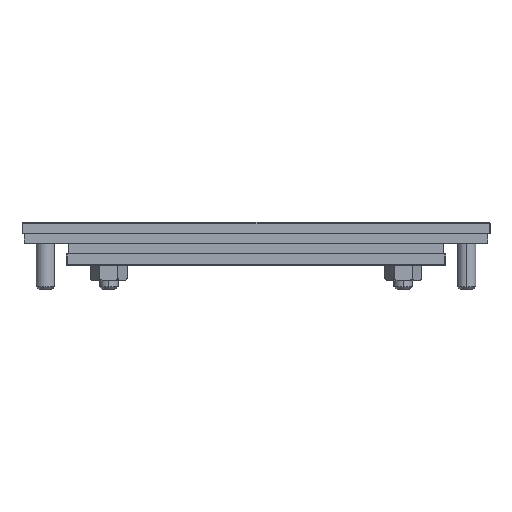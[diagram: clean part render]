
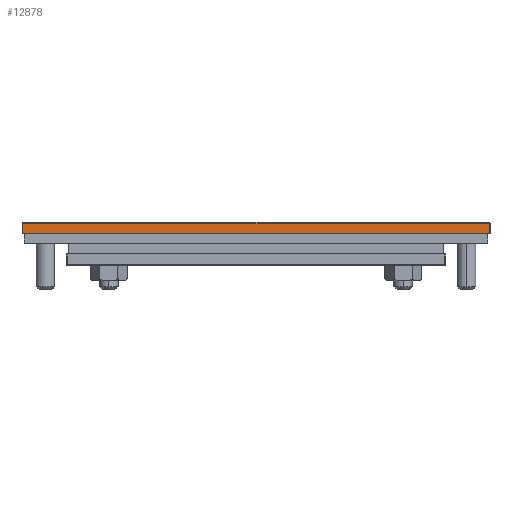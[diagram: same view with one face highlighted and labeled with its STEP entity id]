
A CAD part, left-side view. The second image highlights one B-rep face of the part: STEP entity #12878.
In plain terms, the highlighted planar face has unit normal (-1, 0, 0).
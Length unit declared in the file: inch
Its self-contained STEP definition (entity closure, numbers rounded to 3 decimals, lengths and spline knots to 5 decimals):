
#709 = FACE_OUTER_BOUND ( 'NONE', #4828, .T. ) ;
#979 = CARTESIAN_POINT ( 'NONE',  ( -2.85433, 1.96063, 0.09055 ) ) ;
#1166 = DIRECTION ( 'NONE',  ( -1., 0., 0. ) ) ;
#2686 = VECTOR ( 'NONE', #7667, 39.37008 ) ;
#2953 = ORIENTED_EDGE ( 'NONE', *, *, #5417, .F. ) ;
#3330 = EDGE_CURVE ( 'NONE', #5948, #13618, #7526, .T. ) ;
#3918 = LINE ( 'NONE', #9842, #4409 ) ;
#4194 = CARTESIAN_POINT ( 'NONE',  ( -2.85433, 1.9685, 0. ) ) ;
#4409 = VECTOR ( 'NONE', #7311, 39.37008 ) ;
#4828 = EDGE_LOOP ( 'NONE', ( #13047, #13648, #12897, #2953 ) ) ;
#5417 = EDGE_CURVE ( 'NONE', #5731, #13618, #3918, .T. ) ;
#5731 = VERTEX_POINT ( 'NONE', #979 ) ;
#5840 = CARTESIAN_POINT ( 'NONE',  ( -2.85433, -1.96063, 0.09055 ) ) ;
#5948 = VERTEX_POINT ( 'NONE', #8782 ) ;
#7311 = DIRECTION ( 'NONE',  ( 0., -1., 0. ) ) ;
#7526 = LINE ( 'NONE', #13386, #8471 ) ;
#7667 = DIRECTION ( 'NONE',  ( 0., -1., 0. ) ) ;
#8330 = VECTOR ( 'NONE', #10356, 39.37008 ) ;
#8471 = VECTOR ( 'NONE', #8743, 39.37008 ) ;
#8743 = DIRECTION ( 'NONE',  ( 0., 0., 1. ) ) ;
#8782 = CARTESIAN_POINT ( 'NONE',  ( -2.85433, -1.96063, 0. ) ) ;
#8903 = AXIS2_PLACEMENT_3D ( 'NONE', #14195, #1166, #10560 ) ;
#9842 = CARTESIAN_POINT ( 'NONE',  ( -2.85433, -1.9685, 0.09055 ) ) ;
#10275 = LINE ( 'NONE', #11509, #8330 ) ;
#10356 = DIRECTION ( 'NONE',  ( 0., 0., -1. ) ) ;
#10560 = DIRECTION ( 'NONE',  ( 0., 0., 1. ) ) ;
#10624 = VERTEX_POINT ( 'NONE', #12700 ) ;
#10714 = PLANE ( 'NONE',  #8903 ) ;
#10862 = EDGE_CURVE ( 'NONE', #10624, #5948, #12447, .T. ) ;
#10969 = EDGE_CURVE ( 'NONE', #5731, #10624, #10275, .T. ) ;
#11509 = CARTESIAN_POINT ( 'NONE',  ( -2.85433, 1.96063, 0. ) ) ;
#12447 = LINE ( 'NONE', #4194, #2686 ) ;
#12700 = CARTESIAN_POINT ( 'NONE',  ( -2.85433, 1.96063, 0. ) ) ;
#12878 = ADVANCED_FACE ( 'NONE', ( #709 ), #10714, .T. ) ;
#12897 = ORIENTED_EDGE ( 'NONE', *, *, #3330, .T. ) ;
#13047 = ORIENTED_EDGE ( 'NONE', *, *, #10969, .T. ) ;
#13386 = CARTESIAN_POINT ( 'NONE',  ( -2.85433, -1.96063, 0. ) ) ;
#13618 = VERTEX_POINT ( 'NONE', #5840 ) ;
#13648 = ORIENTED_EDGE ( 'NONE', *, *, #10862, .T. ) ;
#14195 = CARTESIAN_POINT ( 'NONE',  ( -2.85433, 1.9685, 0. ) ) ;
